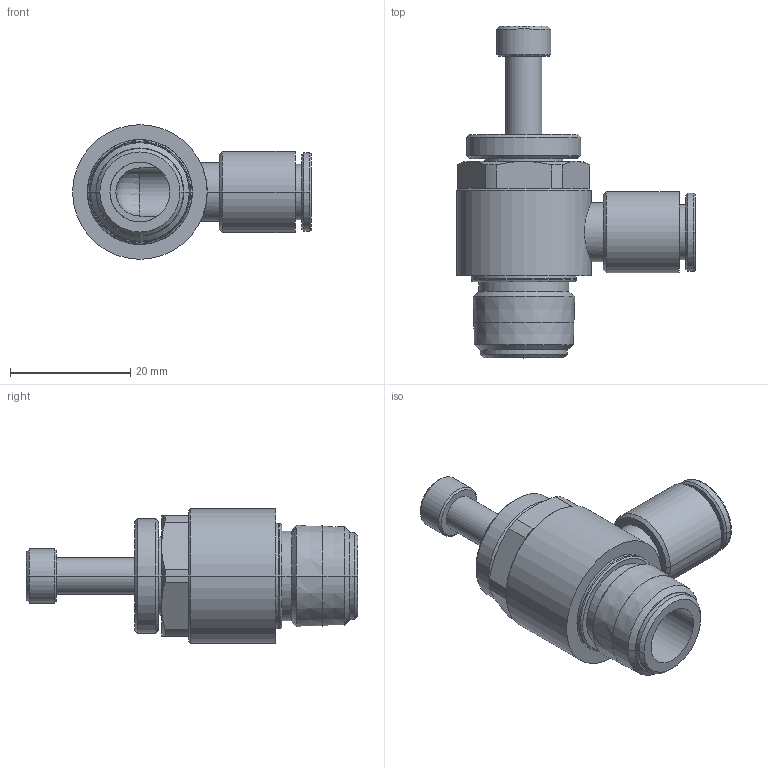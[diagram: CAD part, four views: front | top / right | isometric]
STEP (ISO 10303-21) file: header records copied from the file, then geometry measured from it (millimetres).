
FILE_DESCRIPTION(('STEP AP214'),'1');
FILE_NAME('7665_08_17.stp','2016-07-07T14:55:43',('TraceParts'),('TraceParts S.A.'),'Spatial InterOp 3D',' ',' ');
FILE_SCHEMA(('automotive_design'));
Length unit declared in the file: millimetre
Products named in the file (1): 1
Bounding box: 39.75 x 55.24 x 22.4 mm (x, y, z)
Volume: 11178.8 mm3; surface area: 6037.3 mm2
Topology: 1 solids, 1 shells, 113 faces, 253 edges, 152 vertices
Faces by surface type: plane 38, cylinder 36, cone 34, torus 4, sphere 1
Entity records: 3292 total; most frequent: CARTESIAN_POINT 716, DIRECTION 593, ORIENTED_EDGE 502, EDGE_CURVE 251, AXIS2_PLACEMENT_3D 249, VERTEX_POINT 152, CIRCLE 135, EDGE_LOOP 127
